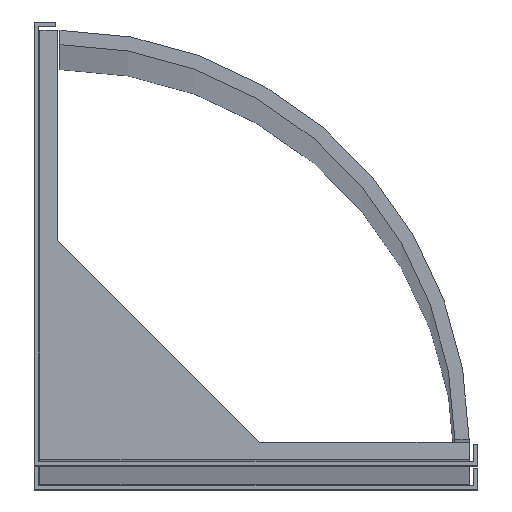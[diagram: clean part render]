
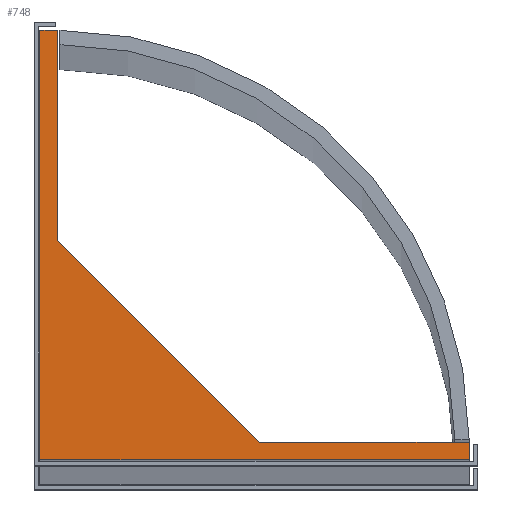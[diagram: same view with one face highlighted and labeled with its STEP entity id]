
A CAD part, top view. The second image highlights one B-rep face of the part: STEP entity #748.
In plain terms, the highlighted planar face has unit normal (0, 0, 1).
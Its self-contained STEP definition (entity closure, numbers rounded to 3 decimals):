
#56=PLANE('',#812);
#95=FACE_OUTER_BOUND('',#140,.T.);
#140=EDGE_LOOP('',(#673,#674,#675,#676,#677,#678,#679));
#212=LINE('',#1167,#303);
#215=LINE('',#1173,#306);
#218=LINE('',#1179,#309);
#221=LINE('',#1185,#312);
#224=LINE('',#1191,#315);
#227=LINE('',#1197,#318);
#230=LINE('',#1201,#321);
#303=VECTOR('',#956,10.);
#306=VECTOR('',#961,10.);
#309=VECTOR('',#966,10.);
#312=VECTOR('',#971,10.);
#315=VECTOR('',#976,10.);
#318=VECTOR('',#981,10.);
#321=VECTOR('',#986,10.);
#388=VERTEX_POINT('',#1164);
#389=VERTEX_POINT('',#1166);
#391=VERTEX_POINT('',#1172);
#393=VERTEX_POINT('',#1178);
#395=VERTEX_POINT('',#1184);
#397=VERTEX_POINT('',#1190);
#399=VERTEX_POINT('',#1196);
#478=EDGE_CURVE('',#389,#388,#212,.T.);
#481=EDGE_CURVE('',#391,#389,#215,.T.);
#484=EDGE_CURVE('',#393,#391,#218,.T.);
#487=EDGE_CURVE('',#395,#393,#221,.T.);
#490=EDGE_CURVE('',#397,#395,#224,.T.);
#493=EDGE_CURVE('',#399,#397,#227,.T.);
#496=EDGE_CURVE('',#388,#399,#230,.T.);
#673=ORIENTED_EDGE('',*,*,#496,.T.);
#674=ORIENTED_EDGE('',*,*,#493,.T.);
#675=ORIENTED_EDGE('',*,*,#490,.T.);
#676=ORIENTED_EDGE('',*,*,#487,.T.);
#677=ORIENTED_EDGE('',*,*,#484,.T.);
#678=ORIENTED_EDGE('',*,*,#481,.T.);
#679=ORIENTED_EDGE('',*,*,#478,.T.);
#748=ADVANCED_FACE('',(#95),#56,.T.);
#812=AXIS2_PLACEMENT_3D('',#1202,#987,#988);
#956=DIRECTION('',(1.,0.,0.));
#961=DIRECTION('',(0.,-1.,0.));
#966=DIRECTION('',(-1.,0.,0.));
#971=DIRECTION('',(0.,1.,0.));
#976=DIRECTION('',(-0.707,0.707,0.));
#981=DIRECTION('',(-1.,0.,0.));
#986=DIRECTION('',(0.,1.,0.));
#987=DIRECTION('center_axis',(0.,0.,1.));
#988=DIRECTION('ref_axis',(1.,0.,0.));
#1164=CARTESIAN_POINT('',(30.,0.,1000.));
#1166=CARTESIAN_POINT('',(0.,0.,1000.));
#1167=CARTESIAN_POINT('',(0.,0.,1000.));
#1172=CARTESIAN_POINT('',(0.,30.,1000.));
#1173=CARTESIAN_POINT('',(0.,30.,1000.));
#1178=CARTESIAN_POINT('',(1.2,30.,1000.));
#1179=CARTESIAN_POINT('',(1.2,30.,1000.));
#1184=CARTESIAN_POINT('',(1.2,15.342,1000.));
#1185=CARTESIAN_POINT('',(1.2,15.342,1000.));
#1190=CARTESIAN_POINT('',(15.342,1.2,1000.));
#1191=CARTESIAN_POINT('',(15.342,1.2,1000.));
#1196=CARTESIAN_POINT('',(30.,1.2,1000.));
#1197=CARTESIAN_POINT('',(30.,1.2,1000.));
#1201=CARTESIAN_POINT('',(30.,0.,1000.));
#1202=CARTESIAN_POINT('Origin',(15.,15.,1000.));
